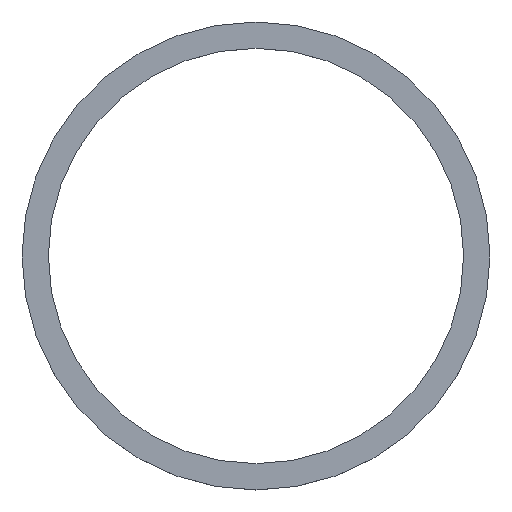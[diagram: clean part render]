
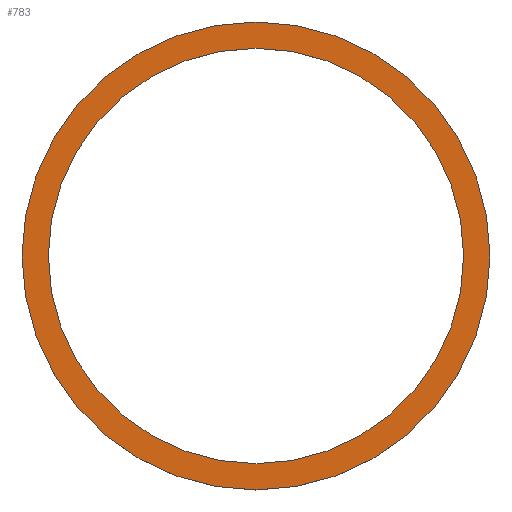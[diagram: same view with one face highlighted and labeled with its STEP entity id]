
A CAD part, top view. The second image highlights one B-rep face of the part: STEP entity #783.
In plain terms, the highlighted planar face has unit normal (0, 0, 1).
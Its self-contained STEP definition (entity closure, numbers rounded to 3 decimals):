
#6 = DIRECTION ( 'NONE',  ( 0., 0., 1. ) ) ;
#71 = VERTEX_POINT ( 'NONE', #308 ) ;
#95 = CARTESIAN_POINT ( 'NONE',  ( 0., 0., 0. ) ) ;
#105 = DIRECTION ( 'NONE',  ( 0., 0., 1. ) ) ;
#129 = VERTEX_POINT ( 'NONE', #373 ) ;
#158 = DIRECTION ( 'NONE',  ( 1., 0., 0. ) ) ;
#180 = FACE_BOUND ( 'NONE', #217, .T. ) ;
#186 = EDGE_CURVE ( 'NONE', #129, #241, #630, .T. ) ;
#193 = VERTEX_POINT ( 'NONE', #619 ) ;
#217 = EDGE_LOOP ( 'NONE', ( #232, #287 ) ) ;
#232 = ORIENTED_EDGE ( 'NONE', *, *, #546, .F. ) ;
#241 = VERTEX_POINT ( 'NONE', #317 ) ;
#249 = CARTESIAN_POINT ( 'NONE',  ( 0., 0., 0. ) ) ;
#255 = EDGE_LOOP ( 'NONE', ( #470, #340 ) ) ;
#287 = ORIENTED_EDGE ( 'NONE', *, *, #740, .F. ) ;
#306 = CIRCLE ( 'NONE', #401, 120. ) ;
#308 = CARTESIAN_POINT ( 'NONE',  ( -106.5, 0., 0. ) ) ;
#317 = CARTESIAN_POINT ( 'NONE',  ( -120., 0., 0. ) ) ;
#340 = ORIENTED_EDGE ( 'NONE', *, *, #379, .T. ) ;
#351 = FACE_OUTER_BOUND ( 'NONE', #255, .T. ) ;
#373 = CARTESIAN_POINT ( 'NONE',  ( 120., 0., 0. ) ) ;
#379 = EDGE_CURVE ( 'NONE', #241, #129, #306, .T. ) ;
#380 = DIRECTION ( 'NONE',  ( 0., 0., -1. ) ) ;
#394 = CIRCLE ( 'NONE', #443, 106.5 ) ;
#401 = AXIS2_PLACEMENT_3D ( 'NONE', #583, #577, #530 ) ;
#403 = CIRCLE ( 'NONE', #516, 106.5 ) ;
#415 = CARTESIAN_POINT ( 'NONE',  ( 0., 0., 0. ) ) ;
#443 = AXIS2_PLACEMENT_3D ( 'NONE', #95, #558, #158 ) ;
#470 = ORIENTED_EDGE ( 'NONE', *, *, #186, .T. ) ;
#489 = DIRECTION ( 'NONE',  ( 1., 0., 0. ) ) ;
#513 = PLANE ( 'NONE',  #735 ) ;
#516 = AXIS2_PLACEMENT_3D ( 'NONE', #415, #6, #489 ) ;
#530 = DIRECTION ( 'NONE',  ( 1., 0., 0. ) ) ;
#544 = AXIS2_PLACEMENT_3D ( 'NONE', #249, #105, #673 ) ;
#546 = EDGE_CURVE ( 'NONE', #193, #71, #403, .T. ) ;
#558 = DIRECTION ( 'NONE',  ( 0., 0., 1. ) ) ;
#562 = DIRECTION ( 'NONE',  ( -1., 0., 0. ) ) ;
#577 = DIRECTION ( 'NONE',  ( 0., 0., 1. ) ) ;
#583 = CARTESIAN_POINT ( 'NONE',  ( 0., 0., 0. ) ) ;
#619 = CARTESIAN_POINT ( 'NONE',  ( 106.5, 0., 0. ) ) ;
#630 = CIRCLE ( 'NONE', #544, 120. ) ;
#673 = DIRECTION ( 'NONE',  ( 1., 0., 0. ) ) ;
#735 = AXIS2_PLACEMENT_3D ( 'NONE', #764, #380, #562 ) ;
#740 = EDGE_CURVE ( 'NONE', #71, #193, #394, .T. ) ;
#764 = CARTESIAN_POINT ( 'NONE',  ( 0., 106.5, 0. ) ) ;
#783 = ADVANCED_FACE ( 'NONE', ( #180, #351 ), #513, .F. ) ;
